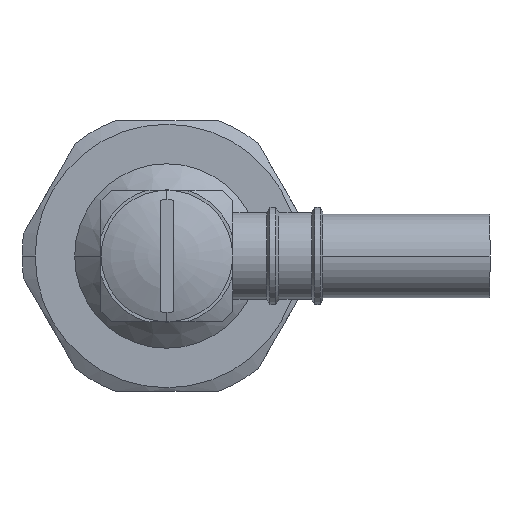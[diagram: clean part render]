
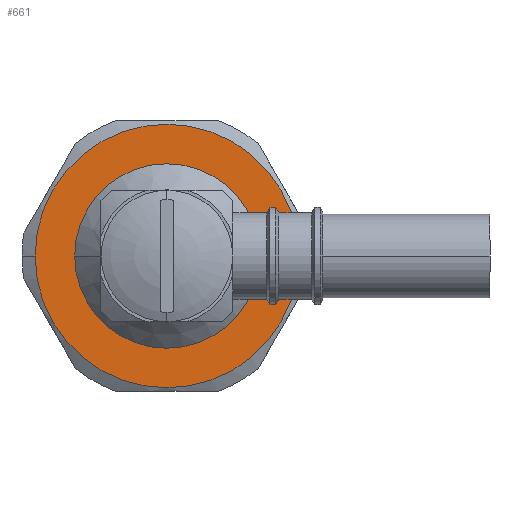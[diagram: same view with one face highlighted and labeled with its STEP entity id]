
A CAD part, front view. The second image highlights one B-rep face of the part: STEP entity #661.
In plain terms, the highlighted planar face has unit normal (0, -1, 0).
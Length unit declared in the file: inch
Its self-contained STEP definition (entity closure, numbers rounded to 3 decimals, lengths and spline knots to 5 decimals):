
#4 = DIRECTION ( 'NONE',  ( 0., 1., 0. ) ) ;
#138 = CARTESIAN_POINT ( 'NONE',  ( 0.39417, -0.66917, 0. ) ) ;
#240 = DIRECTION ( 'NONE',  ( 0., 1., 0. ) ) ;
#313 = DIRECTION ( 'NONE',  ( -1., 0., 0. ) ) ;
#661 = ADVANCED_FACE ( 'NONE', ( #9150, #4905 ), #13650, .F. ) ;
#898 = CARTESIAN_POINT ( 'NONE',  ( 0., -0.66917, 0. ) ) ;
#1359 = VERTEX_POINT ( 'NONE', #138 ) ;
#1417 = DIRECTION ( 'NONE',  ( 0., 1., 0. ) ) ;
#1614 = CIRCLE ( 'NONE', #6518, 0.27583 ) ;
#2517 = EDGE_CURVE ( 'NONE', #5920, #1359, #8487, .T. ) ;
#2957 = ORIENTED_EDGE ( 'NONE', *, *, #2517, .F. ) ;
#3174 = CARTESIAN_POINT ( 'NONE',  ( 0., -0.66917, 0. ) ) ;
#3555 = ORIENTED_EDGE ( 'NONE', *, *, #11746, .F. ) ;
#3596 = CARTESIAN_POINT ( 'NONE',  ( 0.39417, -0.66917, 0. ) ) ;
#4402 = DIRECTION ( 'NONE',  ( -1., 0., 0. ) ) ;
#4905 = FACE_BOUND ( 'NONE', #10859, .T. ) ;
#4969 = EDGE_CURVE ( 'NONE', #9357, #12889, #12255, .T. ) ;
#5357 = DIRECTION ( 'NONE',  ( 0., 1., 0. ) ) ;
#5920 = VERTEX_POINT ( 'NONE', #13647 ) ;
#6385 = AXIS2_PLACEMENT_3D ( 'NONE', #3174, #7623, #12109 ) ;
#6394 = AXIS2_PLACEMENT_3D ( 'NONE', #898, #5357, #9077 ) ;
#6518 = AXIS2_PLACEMENT_3D ( 'NONE', #8942, #240, #4402 ) ;
#6801 = AXIS2_PLACEMENT_3D ( 'NONE', #11195, #4, #12298 ) ;
#7265 = EDGE_CURVE ( 'NONE', #12889, #9357, #1614, .T. ) ;
#7623 = DIRECTION ( 'NONE',  ( 0., 1., 0. ) ) ;
#8487 = CIRCLE ( 'NONE', #6385, 0.39417 ) ;
#8942 = CARTESIAN_POINT ( 'NONE',  ( 0., -0.66917, 0. ) ) ;
#9077 = DIRECTION ( 'NONE',  ( -1., 0., 0. ) ) ;
#9150 = FACE_OUTER_BOUND ( 'NONE', #10748, .T. ) ;
#9324 = AXIS2_PLACEMENT_3D ( 'NONE', #3596, #1417, #313 ) ;
#9357 = VERTEX_POINT ( 'NONE', #10289 ) ;
#10289 = CARTESIAN_POINT ( 'NONE',  ( 0.27583, -0.66917, 0. ) ) ;
#10378 = ORIENTED_EDGE ( 'NONE', *, *, #4969, .T. ) ;
#10748 = EDGE_LOOP ( 'NONE', ( #2957, #3555 ) ) ;
#10859 = EDGE_LOOP ( 'NONE', ( #12587, #10378 ) ) ;
#11195 = CARTESIAN_POINT ( 'NONE',  ( 0., -0.66917, 0. ) ) ;
#11251 = CIRCLE ( 'NONE', #6801, 0.39417 ) ;
#11746 = EDGE_CURVE ( 'NONE', #1359, #5920, #11251, .T. ) ;
#12109 = DIRECTION ( 'NONE',  ( -1., 0., 0. ) ) ;
#12255 = CIRCLE ( 'NONE', #6394, 0.27583 ) ;
#12298 = DIRECTION ( 'NONE',  ( -1., 0., 0. ) ) ;
#12587 = ORIENTED_EDGE ( 'NONE', *, *, #7265, .T. ) ;
#12889 = VERTEX_POINT ( 'NONE', #13698 ) ;
#13647 = CARTESIAN_POINT ( 'NONE',  ( -0.39417, -0.66917, 0. ) ) ;
#13650 = PLANE ( 'NONE',  #9324 ) ;
#13698 = CARTESIAN_POINT ( 'NONE',  ( -0.27583, -0.66917, 0. ) ) ;
